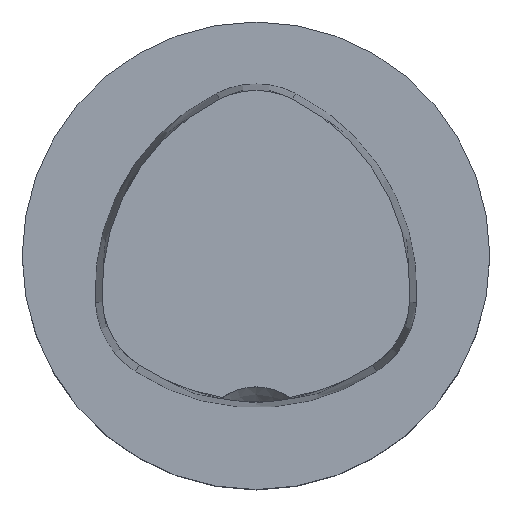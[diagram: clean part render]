
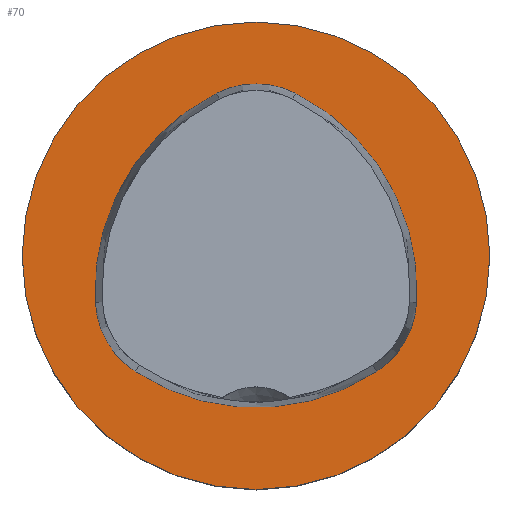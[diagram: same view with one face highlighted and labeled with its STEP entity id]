
A CAD part, top view. The second image highlights one B-rep face of the part: STEP entity #70.
In plain terms, the highlighted planar face has unit normal (0, 0, 1).
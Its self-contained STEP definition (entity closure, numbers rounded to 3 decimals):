
#70=ADVANCED_FACE('',(#89,#90),#86,.F.);
#86=PLANE('',#266);
#89=FACE_BOUND('',#101,.T.);
#90=FACE_BOUND('',#102,.T.);
#101=EDGE_LOOP('',(#123));
#102=EDGE_LOOP('',(#124,#125,#126,#127,#128,#129));
#123=ORIENTED_EDGE('',*,*,#205,.F.);
#124=ORIENTED_EDGE('',*,*,#206,.F.);
#125=ORIENTED_EDGE('',*,*,#207,.F.);
#126=ORIENTED_EDGE('',*,*,#208,.F.);
#127=ORIENTED_EDGE('',*,*,#209,.F.);
#128=ORIENTED_EDGE('',*,*,#210,.F.);
#129=ORIENTED_EDGE('',*,*,#211,.F.);
#183=VERTEX_POINT('',#386);
#184=VERTEX_POINT('',#388);
#185=VERTEX_POINT('',#389);
#186=VERTEX_POINT('',#391);
#187=VERTEX_POINT('',#393);
#188=VERTEX_POINT('',#395);
#189=VERTEX_POINT('',#397);
#205=EDGE_CURVE('',#183,#183,#235,.T.);
#206=EDGE_CURVE('',#184,#185,#236,.T.);
#207=EDGE_CURVE('',#186,#184,#237,.T.);
#208=EDGE_CURVE('',#187,#186,#238,.T.);
#209=EDGE_CURVE('',#188,#187,#239,.T.);
#210=EDGE_CURVE('',#189,#188,#240,.T.);
#211=EDGE_CURVE('',#185,#189,#241,.T.);
#235=CIRCLE('',#259,16.0);
#236=CIRCLE('',#260,6.063);
#237=CIRCLE('',#261,15.063);
#238=CIRCLE('',#262,6.063);
#239=CIRCLE('',#263,15.063);
#240=CIRCLE('',#264,6.063);
#241=CIRCLE('',#265,15.063);
#259=AXIS2_PLACEMENT_3D('',#385,#300,#301);
#260=AXIS2_PLACEMENT_3D('',#387,#302,#303);
#261=AXIS2_PLACEMENT_3D('',#390,#304,#305);
#262=AXIS2_PLACEMENT_3D('',#392,#306,#307);
#263=AXIS2_PLACEMENT_3D('',#394,#308,#309);
#264=AXIS2_PLACEMENT_3D('',#396,#310,#311);
#265=AXIS2_PLACEMENT_3D('',#398,#312,#313);
#266=AXIS2_PLACEMENT_3D('',#399,#314,#315);
#300=DIRECTION('',(0.0,0.0,-1.0));
#301=DIRECTION('',(-1.0,0.0,0.0));
#302=DIRECTION('',(0.0,0.0,1.0));
#303=DIRECTION('',(1.0,0.0,0.0));
#304=DIRECTION('',(0.0,0.0,1.0));
#305=DIRECTION('',(1.0,0.0,0.0));
#306=DIRECTION('',(0.0,0.0,1.0));
#307=DIRECTION('',(1.0,0.0,0.0));
#308=DIRECTION('',(0.0,0.0,1.0));
#309=DIRECTION('',(1.0,0.0,0.0));
#310=DIRECTION('',(0.0,0.0,1.0));
#311=DIRECTION('',(1.0,0.0,0.0));
#312=DIRECTION('',(0.0,0.0,1.0));
#313=DIRECTION('',(1.0,0.0,0.0));
#314=DIRECTION('',(0.0,0.0,-1.0));
#315=DIRECTION('',(-1.0,0.0,0.0));
#385=CARTESIAN_POINT('',(0.0,0.0,0.0));
#386=CARTESIAN_POINT('',(-16.0,0.0,0.0));
#387=CARTESIAN_POINT('',(0.0,5.7,0.0));
#388=CARTESIAN_POINT('',(2.728,11.115,0.0));
#389=CARTESIAN_POINT('',(-2.728,11.115,0.0));
#390=CARTESIAN_POINT('',(-4.049,-2.338,0.0));
#391=CARTESIAN_POINT('',(10.989,-3.195,0.0));
#392=CARTESIAN_POINT('',(4.936,-2.85,0.0));
#393=CARTESIAN_POINT('',(8.262,-7.919,0.0));
#394=CARTESIAN_POINT('',(0.0,4.675,0.0));
#395=CARTESIAN_POINT('',(-8.262,-7.919,0.0));
#396=CARTESIAN_POINT('',(-4.936,-2.85,0.0));
#397=CARTESIAN_POINT('',(-10.989,-3.195,0.0));
#398=CARTESIAN_POINT('',(4.049,-2.338,0.0));
#399=CARTESIAN_POINT('',(0.0,-10.387,0.0));
